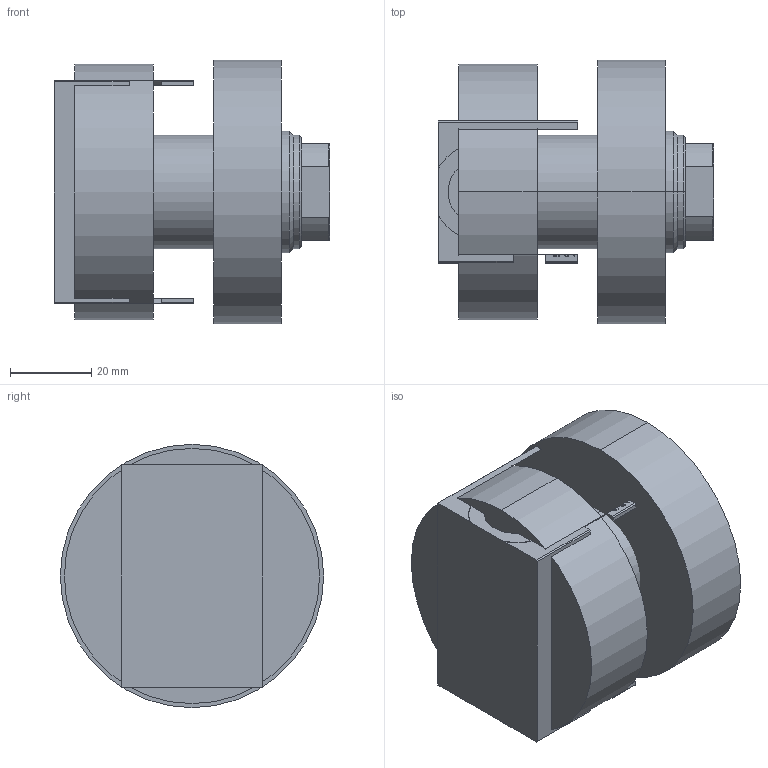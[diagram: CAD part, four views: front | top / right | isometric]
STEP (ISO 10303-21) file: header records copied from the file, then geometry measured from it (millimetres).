
FILE_DESCRIPTION (( 'STEP AP203' ), '1' );
FILE_NAME ('b82b.STEP', '2021-11-01T21:31:29', ( '' ), ( '' ), 'SwSTEP 2.0', 'SolidWorks 2019', '' );
FILE_SCHEMA (( 'CONFIG_CONTROL_DESIGN' ));
Length unit declared in the file: millimetre
Products named in the file (4): V450CM_E_VCP 71b0eb9c29e6409483b4283d18f7e3f5; V450CM_VC_B 71b0eb9c29e6409483b4283d18f7e3f5; b82b; V450CM_E 71b0eb9c29e6409483b4283d18f7e3f5
Assembly tree (3 placements, depth 2):
  b82b
    V450CM_E 71b0eb9c29e6409483b4283d18f7e3f5
    V450CM_E_VCP 71b0eb9c29e6409483b4283d18f7e3f5
    V450CM_VC_B 71b0eb9c29e6409483b4283d18f7e3f5
Bounding box: 68 x 65 x 65 mm (x, y, z)
Volume: 144407.6 mm3; surface area: 31418.9 mm2
Topology: 3 solids, 3 shells, 133 faces, 359 edges, 233 vertices
Faces by surface type: plane 81, cylinder 30, cone 12, bspline 10
Entity records: 4887 total; most frequent: CARTESIAN_POINT 1193, ORIENTED_EDGE 714, DIRECTION 651, EDGE_CURVE 357, VERTEX_POINT 233, VECTOR 225, LINE 225, AXIS2_PLACEMENT_3D 213
